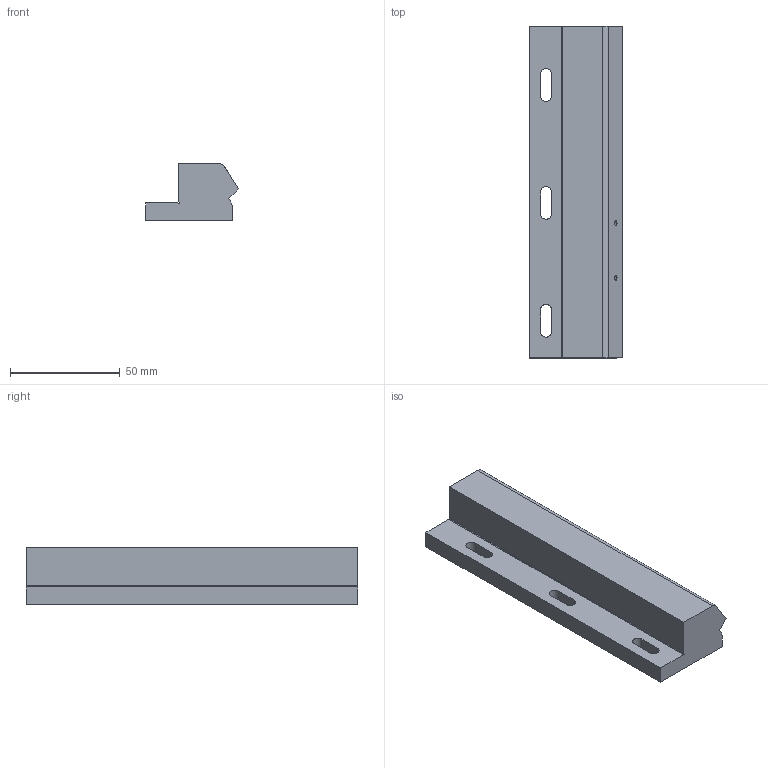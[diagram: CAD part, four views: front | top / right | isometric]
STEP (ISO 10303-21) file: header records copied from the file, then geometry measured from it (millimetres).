
FILE_DESCRIPTION(/* description */ (''),/* implementation_level */ '2;1');
FILE_NAME(/* name */ 'WinMountTop_Left1.step',/* time_stamp */ '2021-08-05T09:22:10-05:00',/* author */ (''),/* organization */ (''),/* preprocessor_version */ 'ST-DEVELOPER v18.1',/* originating_system */ 'Autodesk Translation Framework v10.9.0.1377',/* authorisation */ '');
FILE_SCHEMA (('AUTOMOTIVE_DESIGN { 1 0 10303 214 3 1 1 }'));
Length unit declared in the file: millimetre
Products named in the file (1): WinMountTop_Left1
Bounding box: 42.27 x 151.38 x 25.98 mm (x, y, z)
Volume: 111472.1 mm3; surface area: 22003.4 mm2
Topology: 1 solids, 1 shells, 40 faces, 105 edges, 70 vertices
Faces by surface type: plane 27, cylinder 10, bspline 3
Full cylindrical faces by diameter (mm): 2.2 x2
Entity records: 1311 total; most frequent: CARTESIAN_POINT 267, ORIENTED_EDGE 210, DIRECTION 195, EDGE_CURVE 105, LINE 79, VECTOR 79, VERTEX_POINT 70, AXIS2_PLACEMENT_3D 58
